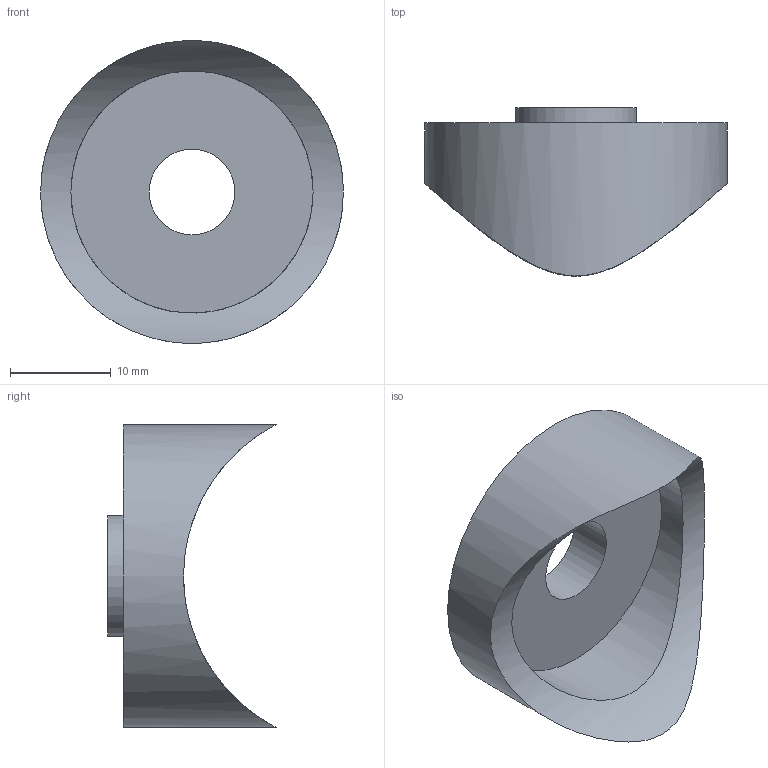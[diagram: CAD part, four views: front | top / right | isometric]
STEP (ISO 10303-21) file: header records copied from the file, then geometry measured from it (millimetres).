
FILE_DESCRIPTION(/* description */ (''),/* implementation_level */ '2;1');
FILE_NAME(/* name */ '41894.ipt.step',/* time_stamp */ '2022-08-22T09:47:50+02:00',/* author */ ('Nutzer'),/* organization */ (''),/* preprocessor_version */ 'ST-DEVELOPER v19.2',/* originating_system */ 'Autodesk Inventor 2023',/* authorisation */ '');
FILE_SCHEMA (('AUTOMOTIVE_DESIGN { 1 0 10303 214 3 1 1 }'));
Length unit declared in the file: millimetre
Products named in the file (1): 41894
Bounding box: 30 x 16.67 x 30 mm (x, y, z)
Volume: 3622 mm3; surface area: 2914 mm2
Topology: 1 solids, 1 shells, 8 faces, 14 edges, 10 vertices
Faces by surface type: cylinder 5, plane 3
Full cylindrical faces by diameter (mm): 8.5 x1, 12 x1, 24 x1, 30 x1
Entity records: 357 total; most frequent: CARTESIAN_POINT 151, DIRECTION 34, ORIENTED_EDGE 28, AXIS2_PLACEMENT_3D 15, EDGE_CURVE 14, EDGE_LOOP 12, VERTEX_POINT 10, FACE_OUTER_BOUND 8
